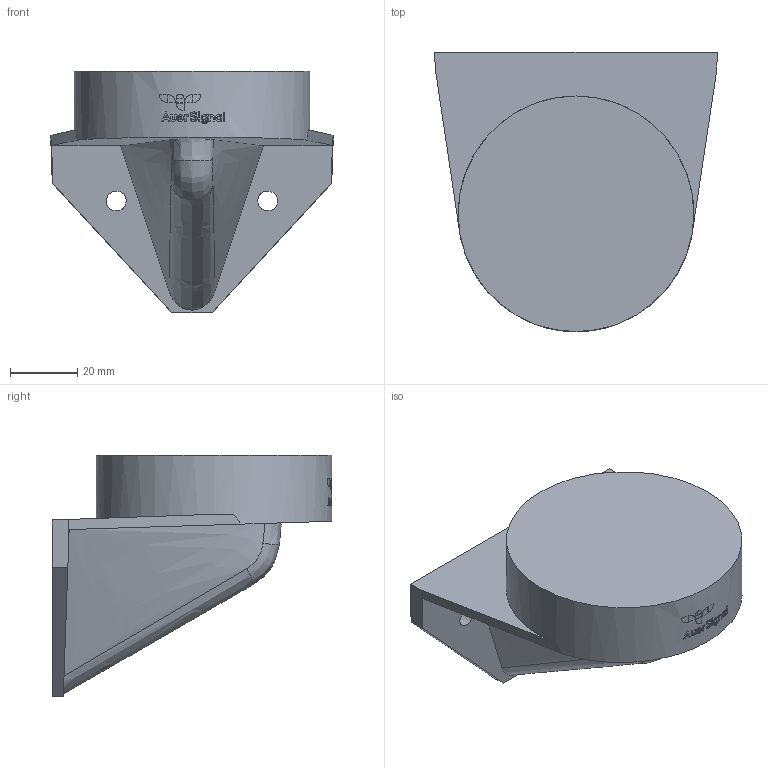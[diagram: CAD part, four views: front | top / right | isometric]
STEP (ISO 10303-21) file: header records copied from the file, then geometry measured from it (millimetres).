
FILE_DESCRIPTION(/* description */ (''),/* implementation_level */ '2;1');
FILE_NAME(/* name */ 'PC7MV_AuerSignal_910730900.stp',/* time_stamp */ '2021-06-01T14:44:56+02:00',/* author */ (''),/* organization */ (''),/* preprocessor_version */ 'ST-DEVELOPER v16',/* originating_system */ 'SIEMENS PLM Software NX 10.0',/* authorisation */ '');
FILE_SCHEMA (('AUTOMOTIVE_DESIGN { 1 0 10303 214 3 1 1 1 }'));
Length unit declared in the file: millimetre
Products named in the file (1): P.Ge33DC35000w1t
Bounding box: 83.98 x 83 x 71.64 mm (x, y, z)
Volume: 135328.1 mm3; surface area: 23600.3 mm2
Topology: 1 solids, 1 shells, 47 faces, 190 edges, 169 vertices
Faces by surface type: cylinder 24, plane 14, bspline 9
Full cylindrical faces by diameter (mm): 70 x1
Entity records: 7844 total; most frequent: CARTESIAN_POINT 6150, ORIENTED_EDGE 370, DIRECTION 229, EDGE_CURVE 185, VERTEX_POINT 167, AXIS2_PLACEMENT_3D 86, B_SPLINE_CURVE_WITH_KNOTS 79, EDGE_LOOP 78
